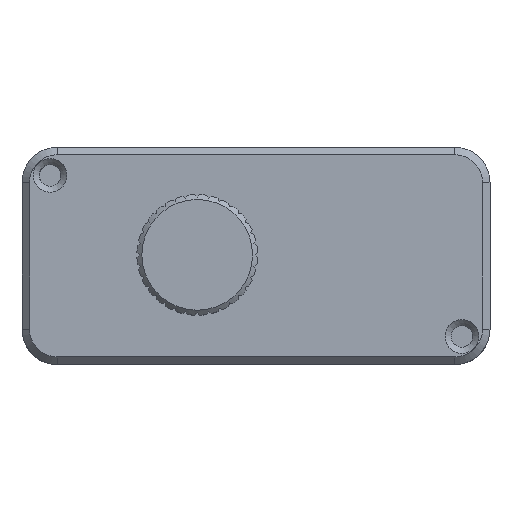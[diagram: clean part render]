
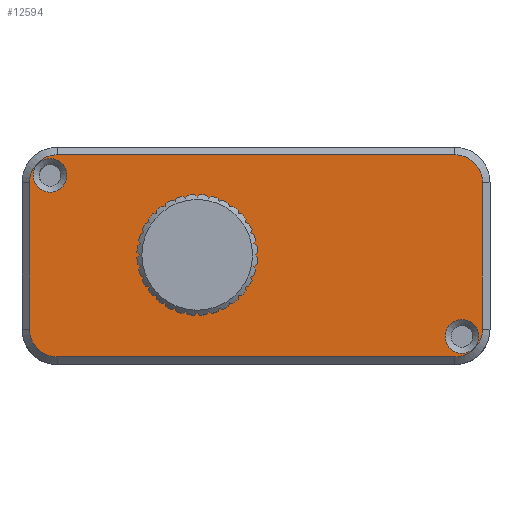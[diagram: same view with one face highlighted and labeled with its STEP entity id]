
A CAD part, top view. The second image highlights one B-rep face of the part: STEP entity #12594.
In plain terms, the highlighted planar face has unit normal (0, 0, 1).
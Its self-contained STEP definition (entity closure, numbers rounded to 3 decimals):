
#420=FACE_BOUND('',#2138,.T.);
#421=FACE_BOUND('',#2139,.T.);
#422=FACE_BOUND('',#2140,.T.);
#589=CIRCLE('',#13581,6.5);
#592=CIRCLE('',#13586,5.5);
#593=CIRCLE('',#13587,5.5);
#594=CIRCLE('',#13588,5.5);
#595=CIRCLE('',#13589,5.5);
#596=CIRCLE('',#13590,3.35);
#597=CIRCLE('',#13591,3.35);
#1334=FACE_OUTER_BOUND('',#2137,.T.);
#2137=EDGE_LOOP('',(#8936,#8937,#8938,#8939,#8940,#8941,#8942,#8943));
#2138=EDGE_LOOP('',(#8944));
#2139=EDGE_LOOP('',(#8945));
#2140=EDGE_LOOP('',(#8946));
#2947=LINE('',#19019,#4136);
#2948=LINE('',#19023,#4137);
#2949=LINE('',#19027,#4138);
#2950=LINE('',#19031,#4139);
#4136=VECTOR('',#15352,10.);
#4137=VECTOR('',#15355,10.);
#4138=VECTOR('',#15358,10.);
#4139=VECTOR('',#15361,10.);
#5353=VERTEX_POINT('',#19007);
#5356=VERTEX_POINT('',#19017);
#5357=VERTEX_POINT('',#19018);
#5358=VERTEX_POINT('',#19020);
#5359=VERTEX_POINT('',#19022);
#5360=VERTEX_POINT('',#19024);
#5361=VERTEX_POINT('',#19026);
#5362=VERTEX_POINT('',#19028);
#5363=VERTEX_POINT('',#19030);
#5364=VERTEX_POINT('',#19033);
#5365=VERTEX_POINT('',#19035);
#6676=EDGE_CURVE('',#5353,#5353,#589,.T.);
#6681=EDGE_CURVE('',#5356,#5357,#2947,.T.);
#6682=EDGE_CURVE('',#5358,#5356,#592,.T.);
#6683=EDGE_CURVE('',#5359,#5358,#2948,.T.);
#6684=EDGE_CURVE('',#5360,#5359,#593,.T.);
#6685=EDGE_CURVE('',#5361,#5360,#2949,.T.);
#6686=EDGE_CURVE('',#5362,#5361,#594,.T.);
#6687=EDGE_CURVE('',#5363,#5362,#2950,.T.);
#6688=EDGE_CURVE('',#5357,#5363,#595,.T.);
#6689=EDGE_CURVE('',#5364,#5364,#596,.T.);
#6690=EDGE_CURVE('',#5365,#5365,#597,.T.);
#8936=ORIENTED_EDGE('',*,*,#6681,.F.);
#8937=ORIENTED_EDGE('',*,*,#6682,.F.);
#8938=ORIENTED_EDGE('',*,*,#6683,.F.);
#8939=ORIENTED_EDGE('',*,*,#6684,.F.);
#8940=ORIENTED_EDGE('',*,*,#6685,.F.);
#8941=ORIENTED_EDGE('',*,*,#6686,.F.);
#8942=ORIENTED_EDGE('',*,*,#6687,.F.);
#8943=ORIENTED_EDGE('',*,*,#6688,.F.);
#8944=ORIENTED_EDGE('',*,*,#6689,.F.);
#8945=ORIENTED_EDGE('',*,*,#6690,.F.);
#8946=ORIENTED_EDGE('',*,*,#6676,.F.);
#12074=PLANE('',#13585);
#12594=ADVANCED_FACE('',(#1334,#420,#421,#422),#12074,.T.);
#13581=AXIS2_PLACEMENT_3D('',#19008,#15340,#15341);
#13585=AXIS2_PLACEMENT_3D('',#19016,#15350,#15351);
#13586=AXIS2_PLACEMENT_3D('',#19021,#15353,#15354);
#13587=AXIS2_PLACEMENT_3D('',#19025,#15356,#15357);
#13588=AXIS2_PLACEMENT_3D('',#19029,#15359,#15360);
#13589=AXIS2_PLACEMENT_3D('',#19032,#15362,#15363);
#13590=AXIS2_PLACEMENT_3D('',#19034,#15364,#15365);
#13591=AXIS2_PLACEMENT_3D('',#19036,#15366,#15367);
#15340=DIRECTION('center_axis',(0.,0.,1.));
#15341=DIRECTION('ref_axis',(1.,0.,0.));
#15350=DIRECTION('center_axis',(0.,0.,1.));
#15351=DIRECTION('ref_axis',(1.,0.,0.));
#15352=DIRECTION('',(-1.,0.,0.));
#15353=DIRECTION('center_axis',(0.,0.,-1.));
#15354=DIRECTION('ref_axis',(0.,-1.,0.));
#15355=DIRECTION('',(0.,-1.,0.));
#15356=DIRECTION('center_axis',(0.,0.,-1.));
#15357=DIRECTION('ref_axis',(1.,0.,0.));
#15358=DIRECTION('',(1.,0.,0.));
#15359=DIRECTION('center_axis',(0.,0.,-1.));
#15360=DIRECTION('ref_axis',(0.,1.,0.));
#15361=DIRECTION('',(0.,1.,0.));
#15362=DIRECTION('center_axis',(0.,0.,-1.));
#15363=DIRECTION('ref_axis',(-1.,0.,0.));
#15364=DIRECTION('center_axis',(0.,0.,1.));
#15365=DIRECTION('ref_axis',(1.,0.,0.));
#15366=DIRECTION('center_axis',(0.,0.,1.));
#15367=DIRECTION('ref_axis',(1.,0.,0.));
#19007=CARTESIAN_POINT('',(-18.184,3.81,19.2));
#19008=CARTESIAN_POINT('Origin',(-11.684,3.81,19.2));
#19016=CARTESIAN_POINT('Origin',(0.,3.63,19.2));
#19017=CARTESIAN_POINT('',(39.504,-16.462,19.2));
#19018=CARTESIAN_POINT('',(-39.504,-16.462,19.2));
#19019=CARTESIAN_POINT('',(-19.752,-16.462,19.2));
#19020=CARTESIAN_POINT('',(45.004,-10.962,19.2));
#19021=CARTESIAN_POINT('Origin',(39.504,-10.962,19.2));
#19022=CARTESIAN_POINT('',(45.004,18.222,19.2));
#19023=CARTESIAN_POINT('',(45.004,-3.666,19.2));
#19024=CARTESIAN_POINT('',(39.504,23.722,19.2));
#19025=CARTESIAN_POINT('Origin',(39.504,18.222,19.2));
#19026=CARTESIAN_POINT('',(-39.504,23.722,19.2));
#19027=CARTESIAN_POINT('',(19.752,23.722,19.2));
#19028=CARTESIAN_POINT('',(-45.004,18.222,19.2));
#19029=CARTESIAN_POINT('Origin',(-39.504,18.222,19.2));
#19030=CARTESIAN_POINT('',(-45.004,-10.962,19.2));
#19031=CARTESIAN_POINT('',(-45.004,10.926,19.2));
#19032=CARTESIAN_POINT('Origin',(-39.504,-10.962,19.2));
#19033=CARTESIAN_POINT('',(-44.268,19.636,19.2));
#19034=CARTESIAN_POINT('Origin',(-40.918,19.636,19.2));
#19035=CARTESIAN_POINT('',(37.568,-12.376,19.2));
#19036=CARTESIAN_POINT('Origin',(40.918,-12.376,19.2));
